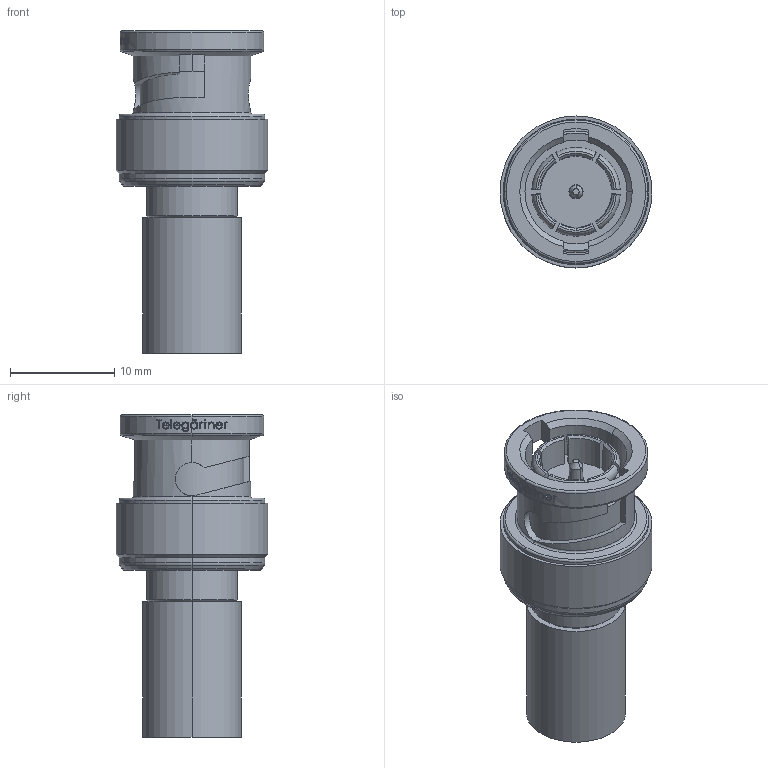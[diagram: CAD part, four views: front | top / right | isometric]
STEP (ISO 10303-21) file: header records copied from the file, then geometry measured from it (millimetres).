
FILE_DESCRIPTION (( 'STEP AP214' ), '1' );
FILE_NAME ('J01002A0013.STEP', '2018-02-20T10:14:42', ( '' ), ( '' ), 'SwSTEP 2.0', 'SolidWorks 2017', '' );
FILE_SCHEMA (( 'AUTOMOTIVE_DESIGN' ));
Length unit declared in the file: millimetre
Products named in the file (1): J01002A0013
Bounding box: 14.6 x 14.6 x 30.95 mm (x, y, z)
Volume: 2311.3 mm3; surface area: 2203.6 mm2
Topology: 1 solids, 1 shells, 297 faces, 758 edges, 492 vertices
Faces by surface type: plane 101, bspline 78, cylinder 68, cone 32, torus 18
Entity records: 15109 total; most frequent: CARTESIAN_POINT 5253, ORIENTED_EDGE 1516, DIRECTION 1158, EDGE_CURVE 758, VERTEX_POINT 492, AXIS2_PLACEMENT_3D 412, VECTOR 334, LINE 334
